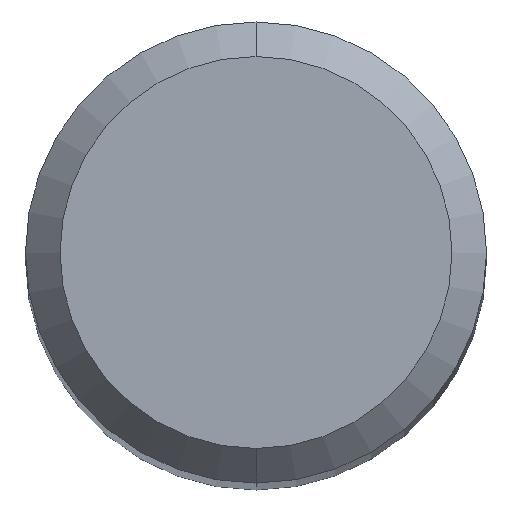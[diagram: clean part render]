
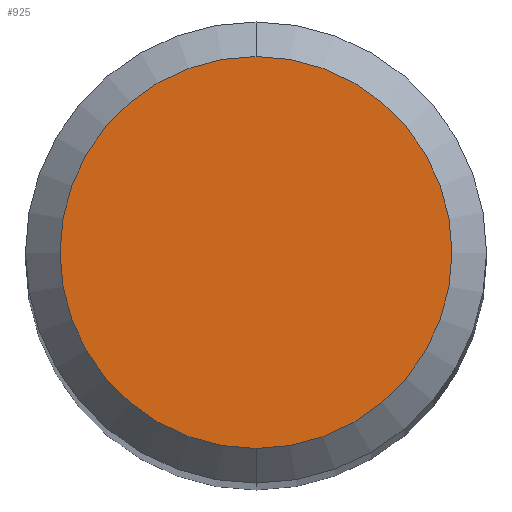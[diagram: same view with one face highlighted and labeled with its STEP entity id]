
A CAD part, top view. The second image highlights one B-rep face of the part: STEP entity #925.
In plain terms, the highlighted planar face has unit normal (0, 0, 1).
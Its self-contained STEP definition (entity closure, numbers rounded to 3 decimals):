
#515=EDGE_CURVE('',#879,#835,#1210,.T.);
#603=EDGE_CURVE('',#835,#879,#1310,.T.);
#835=VERTEX_POINT('',#1562);
#879=VERTEX_POINT('',#1607);
#925=ADVANCED_FACE('',(#1655),#1656,.T.);
#1210=CIRCLE('',#2602,1.7);
#1310=CIRCLE('',#3138,1.7);
#1562=CARTESIAN_POINT('',(0.,-1.7,0.0));
#1607=CARTESIAN_POINT('',(0.0,1.7,0.0));
#1655=FACE_OUTER_BOUND('',#4725,.T.);
#1656=PLANE('',#4726);
#2602=AXIS2_PLACEMENT_3D('',#5504,#5505,#5506);
#3138=AXIS2_PLACEMENT_3D('',#5633,#5634,#5635);
#4725=EDGE_LOOP('',(#5931,#5932));
#4726=AXIS2_PLACEMENT_3D('',#5933,#5934,#5935);
#5504=CARTESIAN_POINT('',(0.0,0.0,0.0));
#5505=DIRECTION('',(0.0,0.0,-1.0));
#5506=DIRECTION('',(0.0,1.0,0.0));
#5633=CARTESIAN_POINT('',(0.0,0.0,0.0));
#5634=DIRECTION('',(0.0,0.0,-1.0));
#5635=DIRECTION('',(0.0,1.0,0.0));
#5931=ORIENTED_EDGE('',*,*,#515,.F.);
#5932=ORIENTED_EDGE('',*,*,#603,.F.);
#5933=CARTESIAN_POINT('',(0.0,0.85,0.0));
#5934=DIRECTION('',(-0.0,0.0,1.0));
#5935=DIRECTION('',(0.0,-1.0,0.0));
